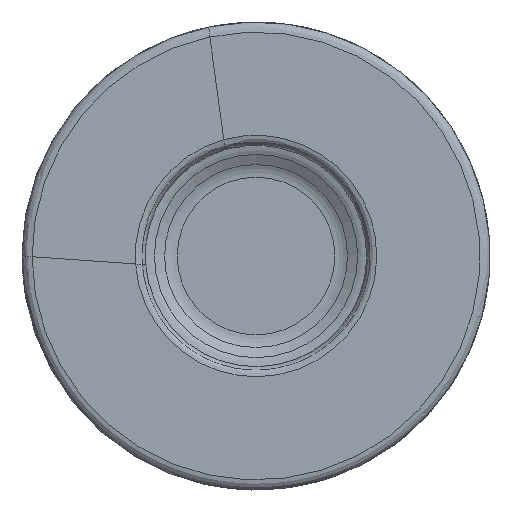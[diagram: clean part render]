
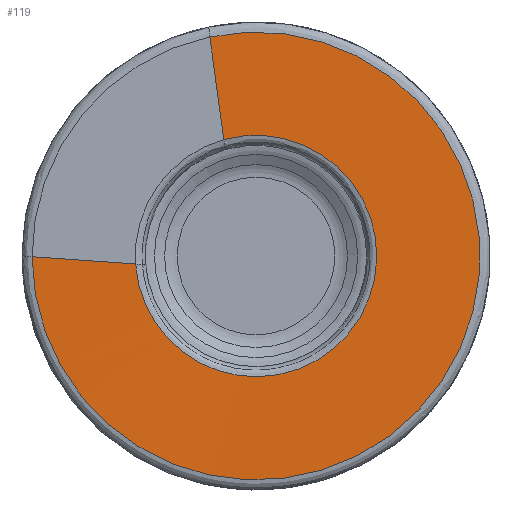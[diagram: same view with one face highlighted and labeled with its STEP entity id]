
A CAD part, left-side view. The second image highlights one B-rep face of the part: STEP entity #119.
In plain terms, the highlighted free-form (B-spline) face has degree [1, 3] with [2, 7] control points.
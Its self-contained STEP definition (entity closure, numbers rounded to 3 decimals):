
#102=LINE('',#872,#106);
#103=LINE('',#873,#107);
#106=VECTOR('',#641,1.);
#107=VECTOR('',#642,1.);
#119=ADVANCED_FACE('',(#181),#159,.F.);
#159=(
BOUNDED_SURFACE()
B_SPLINE_SURFACE(1,3,((#972,#973,#974,#975,#976,#977,#978),(#979,#980,#981,
#982,#983,#984,#985)),.UNSPECIFIED.,.F.,.F.,.F.)
B_SPLINE_SURFACE_WITH_KNOTS((2,2),(4,3,4),(0.,1.),(0.,0.5,1.),
 .UNSPECIFIED.)
GEOMETRIC_REPRESENTATION_ITEM()
RATIONAL_B_SPLINE_SURFACE(((1.,0.557,0.557,1.,0.557,
0.557,1.),(1.,0.557,0.557,1.,0.557,
0.557,1.)))
REPRESENTATION_ITEM('')
SURFACE()
);
#181=FACE_OUTER_BOUND('',#205,.T.);
#205=EDGE_LOOP('',(#304,#305,#306,#307));
#304=ORIENTED_EDGE('',*,*,#454,.F.);
#305=ORIENTED_EDGE('',*,*,#464,.F.);
#306=ORIENTED_EDGE('',*,*,#455,.F.);
#307=ORIENTED_EDGE('',*,*,#463,.T.);
#404=VERTEX_POINT('',#849);
#405=VERTEX_POINT('',#850);
#406=VERTEX_POINT('',#870);
#407=VERTEX_POINT('',#871);
#454=EDGE_CURVE('',#406,#404,#102,.T.);
#455=EDGE_CURVE('',#405,#407,#103,.T.);
#463=EDGE_CURVE('',#405,#404,#519,.T.);
#464=EDGE_CURVE('',#407,#406,#520,.T.);
#519=CIRCLE('',#567,9.544);
#520=CIRCLE('',#568,17.704);
#567=AXIS2_PLACEMENT_3D('',#942,#651,#652);
#568=AXIS2_PLACEMENT_3D('',#971,#653,#654);
#641=DIRECTION('',(0.003,-0.998,-0.07));
#642=DIRECTION('',(-0.003,0.135,0.991));
#651=DIRECTION('',(1.,0.,0.));
#652=DIRECTION('',(0.,0.267,0.964));
#653=DIRECTION('',(1.,0.,0.));
#654=DIRECTION('',(0.,0.206,0.978));
#849=CARTESIAN_POINT('',(0.021,9.524,-0.626));
#850=CARTESIAN_POINT('',(0.021,2.55,9.197));
#870=CARTESIAN_POINT('',(0.,17.704,-0.056));
#871=CARTESIAN_POINT('',(0.,3.655,17.322));
#872=CARTESIAN_POINT('',(0.021,9.524,-0.626));
#873=CARTESIAN_POINT('',(0.021,2.55,9.197));
#942=CARTESIAN_POINT('',(0.021,0.,0.));
#971=CARTESIAN_POINT('',(0.,0.,0.));
#972=CARTESIAN_POINT('',(0.021,2.55,9.197));
#973=CARTESIAN_POINT('',(0.021,-7.83,12.075));
#974=CARTESIAN_POINT('',(0.021,-14.018,3.258));
#975=CARTESIAN_POINT('',(0.021,-7.782,-5.525));
#976=CARTESIAN_POINT('',(0.021,-1.547,-14.308));
#977=CARTESIAN_POINT('',(0.021,8.817,-11.374));
#978=CARTESIAN_POINT('',(0.021,9.524,-0.626));
#979=CARTESIAN_POINT('',(0.,3.655,17.322));
#980=CARTESIAN_POINT('',(0.,-15.895,21.447));
#981=CARTESIAN_POINT('',(0.,-26.329,4.408));
#982=CARTESIAN_POINT('',(0.,-13.767,-11.13));
#983=CARTESIAN_POINT('',(0.,-1.206,-26.668));
#984=CARTESIAN_POINT('',(0.,17.641,-20.036));
#985=CARTESIAN_POINT('',(0.,17.704,-0.056));
